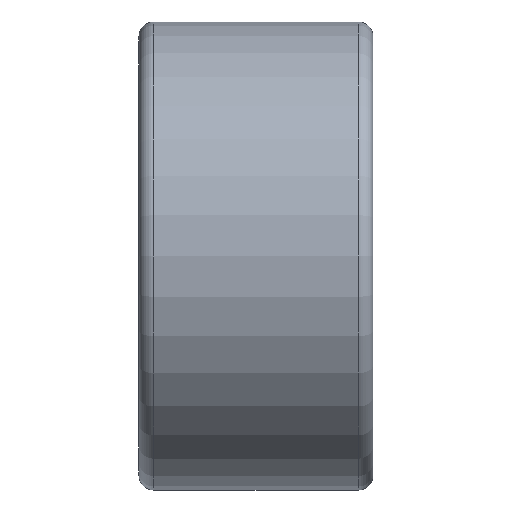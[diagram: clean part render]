
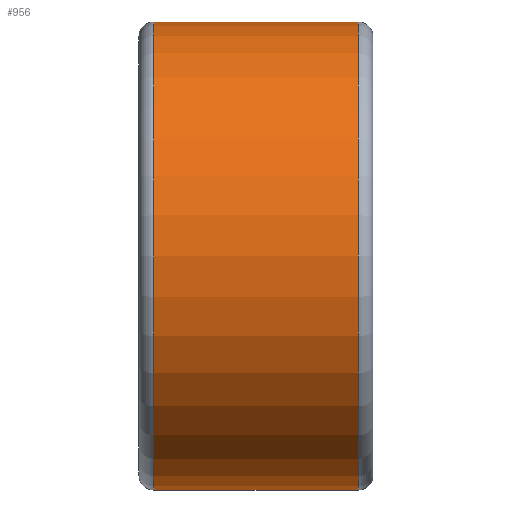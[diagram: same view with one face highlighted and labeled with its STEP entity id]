
A CAD part, front view. The second image highlights one B-rep face of the part: STEP entity #956.
In plain terms, the highlighted cylindrical face has radius 16 mm (diameter 32 mm), a partial arc.
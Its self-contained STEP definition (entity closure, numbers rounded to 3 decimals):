
#53 = AXIS2_PLACEMENT_3D ( 'NONE', #656, #245, #268 ) ;
#184 = FACE_OUTER_BOUND ( 'NONE', #2219, .T. ) ;
#245 = DIRECTION ( 'NONE',  ( -1., 0., 0. ) ) ;
#268 = DIRECTION ( 'NONE',  ( 0., 0., 1. ) ) ;
#370 = CIRCLE ( 'NONE', #53, 16. ) ;
#454 = LINE ( 'NONE', #1968, #1924 ) ;
#502 = CIRCLE ( 'NONE', #1379, 16. ) ;
#581 = DIRECTION ( 'NONE',  ( 1., 0., 0. ) ) ;
#608 = ORIENTED_EDGE ( 'NONE', *, *, #1365, .T. ) ;
#656 = CARTESIAN_POINT ( 'NONE',  ( 15., 0., 0. ) ) ;
#696 = ORIENTED_EDGE ( 'NONE', *, *, #800, .T. ) ;
#732 = VECTOR ( 'NONE', #1146, 1000. ) ;
#750 = CARTESIAN_POINT ( 'NONE',  ( 1., 0., 16. ) ) ;
#800 = EDGE_CURVE ( 'NONE', #1189, #1765, #454, .T. ) ;
#815 = DIRECTION ( 'NONE',  ( -1., 0., 0. ) ) ;
#841 = ORIENTED_EDGE ( 'NONE', *, *, #855, .F. ) ;
#855 = EDGE_CURVE ( 'NONE', #1939, #896, #1730, .T. ) ;
#896 = VERTEX_POINT ( 'NONE', #1997 ) ;
#956 = ADVANCED_FACE ( 'NONE', ( #184 ), #1352, .T. ) ;
#995 = CARTESIAN_POINT ( 'NONE',  ( 0., 0., -16. ) ) ;
#1076 = ORIENTED_EDGE ( 'NONE', *, *, #1581, .T. ) ;
#1146 = DIRECTION ( 'NONE',  ( -1., 0., 0. ) ) ;
#1189 = VERTEX_POINT ( 'NONE', #1315 ) ;
#1315 = CARTESIAN_POINT ( 'NONE',  ( 15., 0., 16. ) ) ;
#1352 = CYLINDRICAL_SURFACE ( 'NONE', #2583, 16. ) ;
#1365 = EDGE_CURVE ( 'NONE', #1765, #896, #502, .T. ) ;
#1379 = AXIS2_PLACEMENT_3D ( 'NONE', #1560, #581, #1764 ) ;
#1560 = CARTESIAN_POINT ( 'NONE',  ( 1., 0., 0. ) ) ;
#1581 = EDGE_CURVE ( 'NONE', #1939, #1189, #370, .T. ) ;
#1730 = LINE ( 'NONE', #995, #732 ) ;
#1764 = DIRECTION ( 'NONE',  ( 0., 0., -1. ) ) ;
#1765 = VERTEX_POINT ( 'NONE', #750 ) ;
#1801 = CARTESIAN_POINT ( 'NONE',  ( 15., 0., -16. ) ) ;
#1807 = CARTESIAN_POINT ( 'NONE',  ( 0., 0., 0. ) ) ;
#1924 = VECTOR ( 'NONE', #2608, 1000. ) ;
#1939 = VERTEX_POINT ( 'NONE', #1801 ) ;
#1968 = CARTESIAN_POINT ( 'NONE',  ( 0., 0., 16. ) ) ;
#1997 = CARTESIAN_POINT ( 'NONE',  ( 1., 0., -16. ) ) ;
#2219 = EDGE_LOOP ( 'NONE', ( #841, #1076, #696, #608 ) ) ;
#2225 = DIRECTION ( 'NONE',  ( 0., 0., 1. ) ) ;
#2583 = AXIS2_PLACEMENT_3D ( 'NONE', #1807, #815, #2225 ) ;
#2608 = DIRECTION ( 'NONE',  ( -1., 0., 0. ) ) ;
